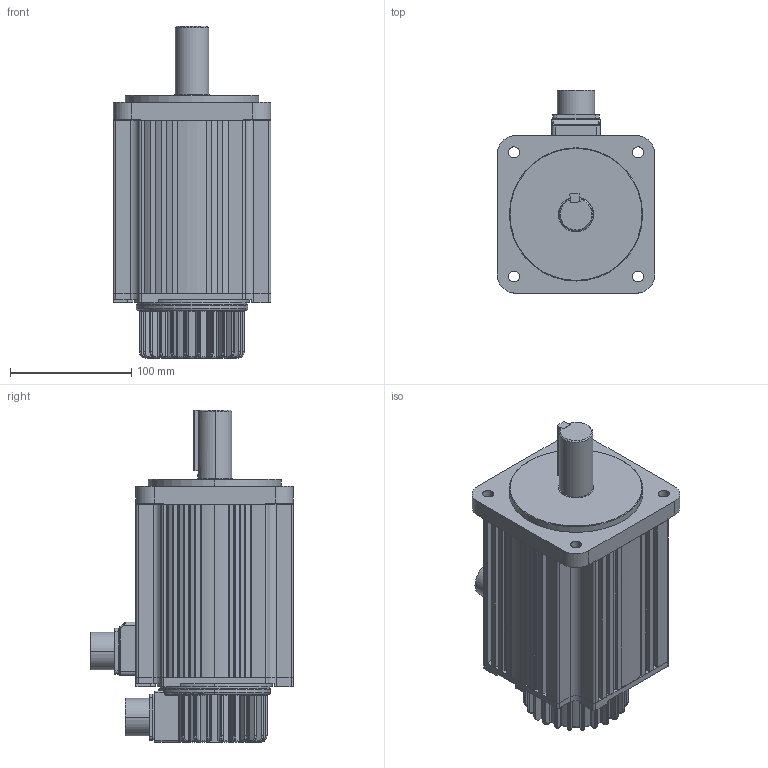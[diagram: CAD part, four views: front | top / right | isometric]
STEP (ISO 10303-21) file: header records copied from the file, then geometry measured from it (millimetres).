
FILE_DESCRIPTION (( 'STEP AP214' ), '1' );
FILE_NAME ('ISMH2-30C30CD-U231Y.STEP', '2017-06-29T05:54:44', ( 'inovance' ), ( '' ), 'SwSTEP 2.0', 'SolidWorks 2016', '' );
FILE_SCHEMA (( 'AUTOMOTIVE_DESIGN' ));
Length unit declared in the file: millimetre
Products named in the file (1): ISMH2-30C30CD-U231Y
Bounding box: 130 x 167.5 x 274 mm (x, y, z)
Volume: 2767821.1 mm3; surface area: 301401.8 mm2
Topology: 12 solids, 12 shells, 1072 faces, 2752 edges, 1675 vertices
Faces by surface type: cylinder 519, plane 254, torus 190, sphere 95, bspline 9, cone 5
Entity records: 44367 total; most frequent: CARTESIAN_POINT 6191, DIRECTION 6111, ORIENTED_EDGE 5190, EDGE_CURVE 2595, AXIS2_PLACEMENT_3D 2477, VERTEX_POINT 1588, CIRCLE 1413, EDGE_LOOP 1181
